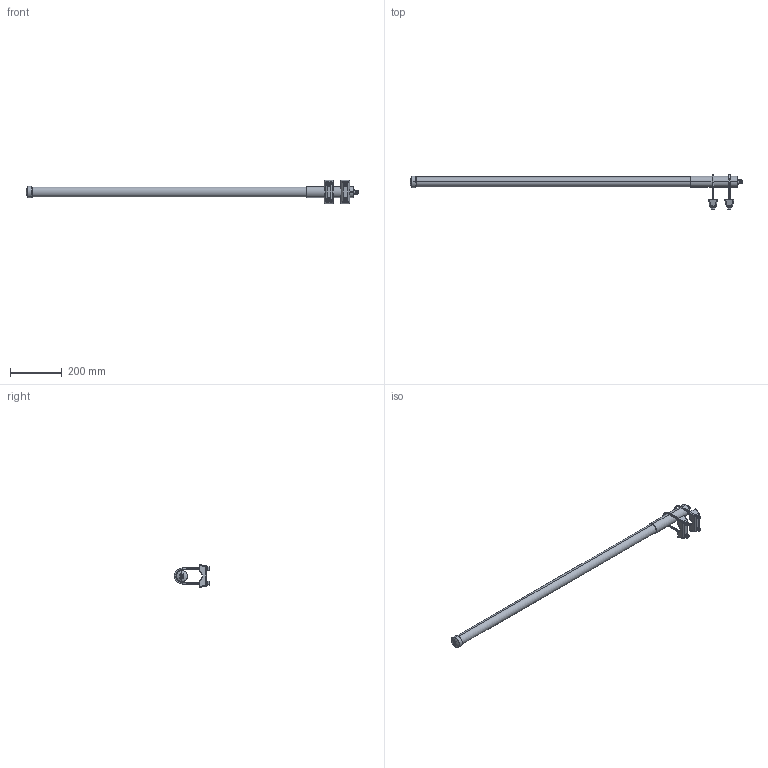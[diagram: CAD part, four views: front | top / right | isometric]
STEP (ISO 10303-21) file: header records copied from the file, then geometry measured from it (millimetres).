
FILE_DESCRIPTION (( 'STEP AP214' ), '1' );
FILE_NAME ('HG1911U-PRO.STEP', '2012-11-30T15:42:31', ( 'x' ), ( '' ), 'SwSTEP 2.0', 'SolidWorks 2012', '' );
FILE_SCHEMA (( 'AUTOMOTIVE_DESIGN' ));
Length unit declared in the file: inch
Products named in the file (3): HG PRO-OMNI_Ubolt; HG1911U-PRO_ANTENNA; HG1911U-PRO
Assembly tree (3 placements, depth 2):
  HG1911U-PRO
    HG1911U-PRO_ANTENNA
    HG PRO-OMNI_Ubolt  x2
Bounding box: 1288.3 x 137.53 x 90.14 mm (x, y, z)
Volume: 1572884.7 mm3; surface area: 204192.3 mm2
Topology: 3 solids, 3 shells, 2352 faces, 4956 edges, 2630 vertices
Faces by surface type: cone 1892, plane 294, cylinder 106, torus 44, bspline 16
Entity records: 52281 total; most frequent: CARTESIAN_POINT 7256, DIRECTION 6388, ORIENTED_EDGE 5588, EDGE_CURVE 2794, AXIS2_PLACEMENT_3D 2478, VERTEX_POINT 1522, LINE 1432, VECTOR 1432
